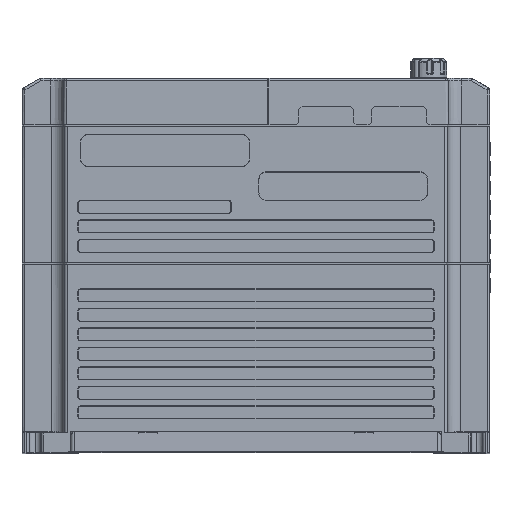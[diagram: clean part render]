
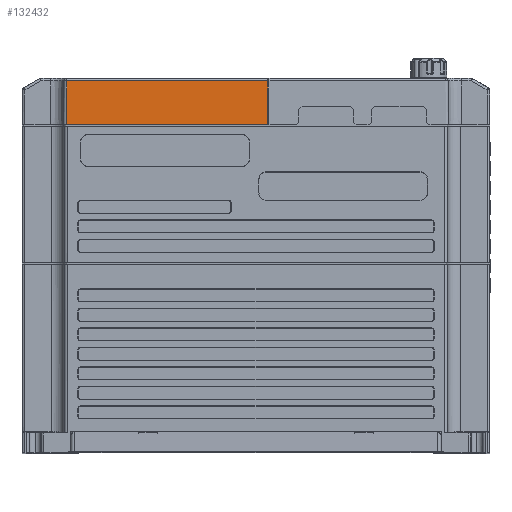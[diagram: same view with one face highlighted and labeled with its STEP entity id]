
A CAD part, top view. The second image highlights one B-rep face of the part: STEP entity #132432.
In plain terms, the highlighted planar face has unit normal (0, 0.009, 1).
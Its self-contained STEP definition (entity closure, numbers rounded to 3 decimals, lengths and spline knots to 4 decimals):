
#2686 = ORIENTED_EDGE ( 'NONE', *, *, #51119, .F. ) ;
#3734 = LINE ( 'NONE', #61246, #132816 ) ;
#4873 = VECTOR ( 'NONE', #111439, 39.3701 ) ;
#8719 = LINE ( 'NONE', #52989, #4873 ) ;
#8862 = VECTOR ( 'NONE', #77620, 39.3701 ) ;
#17414 = DIRECTION ( 'NONE',  ( -1., 0., 0. ) ) ;
#18291 = PLANE ( 'NONE',  #41365 ) ;
#20119 = LINE ( 'NONE', #106847, #8862 ) ;
#21125 = CARTESIAN_POINT ( 'NONE',  ( -2.868, 5.6303, -0.006 ) ) ;
#34338 = VECTOR ( 'NONE', #17414, 39.3701 ) ;
#41365 = AXIS2_PLACEMENT_3D ( 'NONE', #161737, #176793, #75823 ) ;
#48797 = CARTESIAN_POINT ( 'NONE',  ( 0.1772, 4.9646, -0.0002 ) ) ;
#51119 = EDGE_CURVE ( 'NONE', #176887, #65647, #74006, .T. ) ;
#52989 = CARTESIAN_POINT ( 'NONE',  ( -2.868, 5.6303, -0.006 ) ) ;
#61246 = CARTESIAN_POINT ( 'NONE',  ( 0.1772, 4.9646, -0.0002 ) ) ;
#65647 = VERTEX_POINT ( 'NONE', #177237 ) ;
#74006 = LINE ( 'NONE', #131552, #34338 ) ;
#75823 = DIRECTION ( 'NONE',  ( 0., -1., 0.009 ) ) ;
#77620 = DIRECTION ( 'NONE',  ( -1., 0., 0. ) ) ;
#84605 = VERTEX_POINT ( 'NONE', #21125 ) ;
#106337 = ORIENTED_EDGE ( 'NONE', *, *, #166889, .T. ) ;
#106847 = CARTESIAN_POINT ( 'NONE',  ( -3.6991, 5.6303, -0.006 ) ) ;
#111439 = DIRECTION ( 'NONE',  ( -0.009, -1., 0.009 ) ) ;
#115482 = FACE_OUTER_BOUND ( 'NONE', #123733, .T. ) ;
#123733 = EDGE_LOOP ( 'NONE', ( #106337, #180388, #169203, #2686 ) ) ;
#126957 = VERTEX_POINT ( 'NONE', #178867 ) ;
#131552 = CARTESIAN_POINT ( 'NONE',  ( 0., 4.9646, -0.0002 ) ) ;
#132432 = ADVANCED_FACE ( 'NONE', ( #115482 ), #18291, .T. ) ;
#132816 = VECTOR ( 'NONE', #138490, 39.3701 ) ;
#138490 = DIRECTION ( 'NONE',  ( 0., 1., -0.009 ) ) ;
#142645 = EDGE_CURVE ( 'NONE', #84605, #65647, #8719, .T. ) ;
#148306 = EDGE_CURVE ( 'NONE', #126957, #84605, #20119, .T. ) ;
#161737 = CARTESIAN_POINT ( 'NONE',  ( -3.6991, 4.9449, 0. ) ) ;
#166889 = EDGE_CURVE ( 'NONE', #176887, #126957, #3734, .T. ) ;
#169203 = ORIENTED_EDGE ( 'NONE', *, *, #142645, .T. ) ;
#176793 = DIRECTION ( 'NONE',  ( 0., 0.009, 1. ) ) ;
#176887 = VERTEX_POINT ( 'NONE', #48797 ) ;
#177237 = CARTESIAN_POINT ( 'NONE',  ( -2.8738, 4.9646, -0.0002 ) ) ;
#178867 = CARTESIAN_POINT ( 'NONE',  ( 0.1772, 5.6303, -0.006 ) ) ;
#180388 = ORIENTED_EDGE ( 'NONE', *, *, #148306, .T. ) ;
